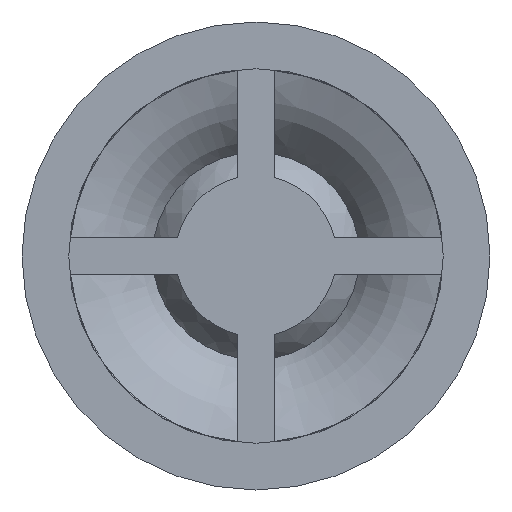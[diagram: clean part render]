
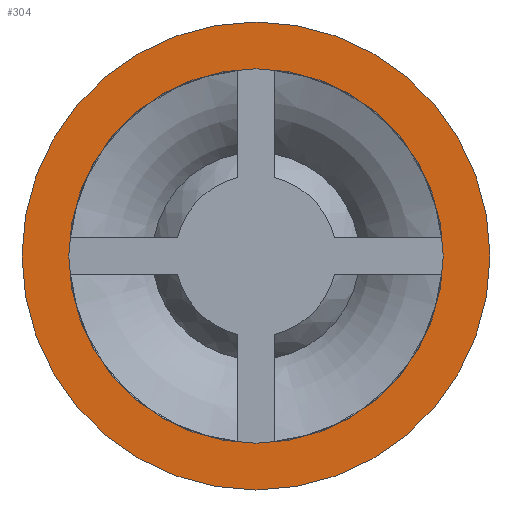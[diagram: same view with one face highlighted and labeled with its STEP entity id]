
A CAD part, front view. The second image highlights one B-rep face of the part: STEP entity #304.
In plain terms, the highlighted planar face has unit normal (0, -1, 0).
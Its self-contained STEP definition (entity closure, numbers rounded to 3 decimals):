
#304=ADVANCED_FACE('',(#786,#787),#788,.T.);
#786=FACE_OUTER_BOUND('',#1262,.T.);
#787=FACE_BOUND('',#1263,.T.);
#788=PLANE('',#1264);
#1262=EDGE_LOOP('',(#4480,#4481));
#1263=EDGE_LOOP('',(#4482,#4483));
#1264=AXIS2_PLACEMENT_3D('',#4484,#4485,#4486);
#4480=ORIENTED_EDGE('',*,*,#5799,.F.);
#4481=ORIENTED_EDGE('',*,*,#5720,.F.);
#4482=ORIENTED_EDGE('',*,*,#5779,.T.);
#4483=ORIENTED_EDGE('',*,*,#5734,.T.);
#4484=CARTESIAN_POINT('',(-18.518,-13.292,0.));
#4485=DIRECTION('',(0.,-1.0,0.));
#4486=DIRECTION('',(-1.0,0.,0.0));
#5720=EDGE_CURVE('',#6175,#6178,#6179,.T.);
#5734=EDGE_CURVE('',#6183,#6203,#6205,.T.);
#5779=EDGE_CURVE('',#6203,#6183,#6290,.T.);
#5799=EDGE_CURVE('',#6178,#6175,#6310,.T.);
#6175=VERTEX_POINT('',#7157);
#6178=VERTEX_POINT('',#7161);
#6179=CIRCLE('',#7162,19.499);
#6183=VERTEX_POINT('',#7167);
#6203=VERTEX_POINT('',#7192);
#6205=CIRCLE('',#7195,15.599);
#6290=CIRCLE('',#7460,15.599);
#6310=CIRCLE('',#7480,19.499);
#7157=CARTESIAN_POINT('',(-18.518,-13.292,0.));
#7161=CARTESIAN_POINT('',(20.479,-13.292,0.));
#7162=AXIS2_PLACEMENT_3D('',#10084,#10085,#10086);
#7167=CARTESIAN_POINT('',(-14.618,-13.292,0.));
#7192=CARTESIAN_POINT('',(16.579,-13.292,0.));
#7195=AXIS2_PLACEMENT_3D('',#10112,#10113,#10114);
#7460=AXIS2_PLACEMENT_3D('',#10159,#10160,#10161);
#7480=AXIS2_PLACEMENT_3D('',#10219,#10220,#10221);
#10084=CARTESIAN_POINT('',(0.98,-13.292,0.));
#10085=DIRECTION('',(0.,1.0,0.));
#10086=DIRECTION('',(1.0,0.,0.));
#10112=CARTESIAN_POINT('',(0.98,-13.292,0.));
#10113=DIRECTION('',(0.,1.0,0.));
#10114=DIRECTION('',(1.0,0.,0.));
#10159=CARTESIAN_POINT('',(0.98,-13.292,0.));
#10160=DIRECTION('',(0.,1.0,0.));
#10161=DIRECTION('',(1.0,0.,0.));
#10219=CARTESIAN_POINT('',(0.98,-13.292,0.));
#10220=DIRECTION('',(0.,1.0,0.));
#10221=DIRECTION('',(1.0,0.,0.));
